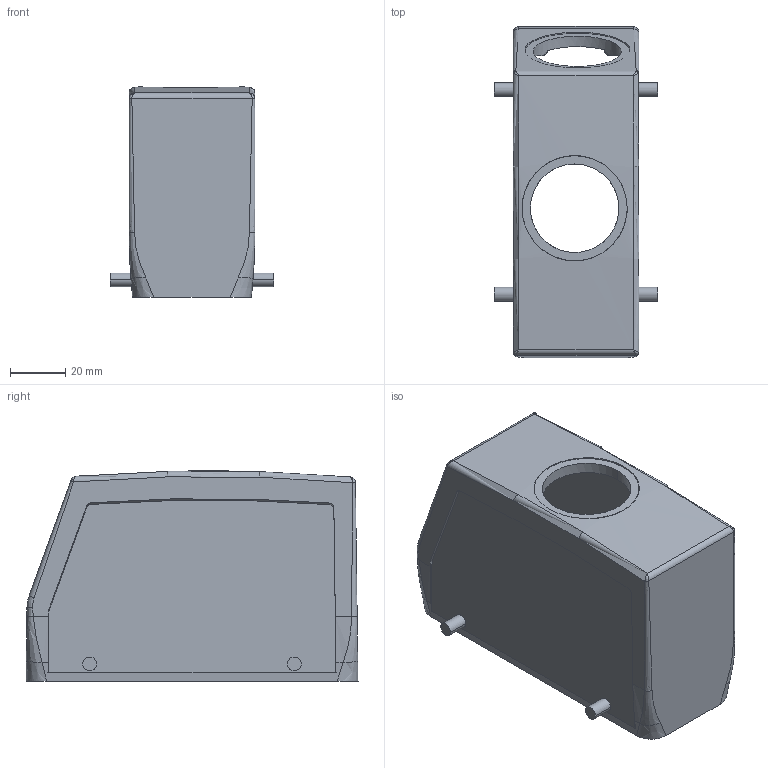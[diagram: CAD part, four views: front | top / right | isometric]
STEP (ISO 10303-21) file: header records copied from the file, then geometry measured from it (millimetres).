
FILE_DESCRIPTION(('CATIA V5 STEP Exchange','CAx-IF Rec.Pracs.--- Model Styling and Organization---1.4--- 2014-01-23'),'2;1');
FILE_NAME ('251313-4_0', '2022-07-11T05:54:42+00:00', ('none'), ('Weidmueller'), 'CATIA Version 5-6 Release 2016 SP3 HF44', 'CATIA V5 STEP AP214', 'none');
FILE_SCHEMA(('AUTOMOTIVE_DESIGN { 1 0 10303 214 1 1 1 1 }'));
Length unit declared in the file: millimetre
Products named in the file (1): 1324520000
Bounding box: 59 x 120 x 76 mm (x, y, z)
Volume: 102712.3 mm3; surface area: 52525 mm2
Topology: 1 solids, 1 shells, 140 faces, 365 edges, 226 vertices
Faces by surface type: plane 51, cylinder 47, bspline 24, cone 8, extrusion 8, torus 2
Entity records: 5949 total; most frequent: CARTESIAN_POINT 2972, ORIENTED_EDGE 706, DIRECTION 410, EDGE_CURVE 353, VERTEX_POINT 226, VECTOR 178, LINE 170, AXIS2_PLACEMENT_3D 157
